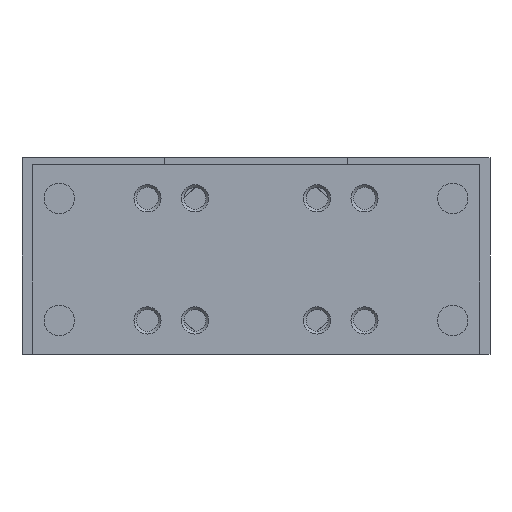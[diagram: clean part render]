
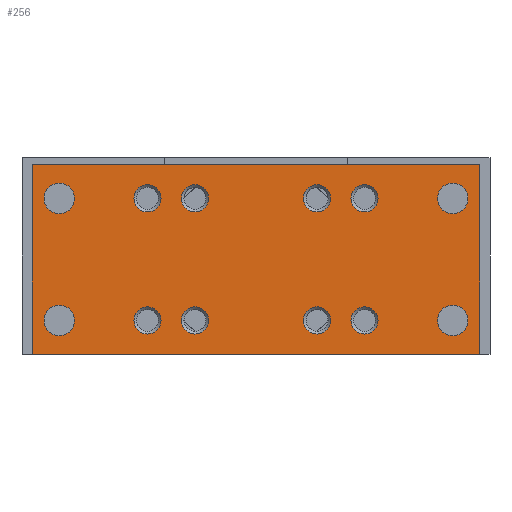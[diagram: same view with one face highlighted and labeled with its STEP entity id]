
A CAD part, left-side view. The second image highlights one B-rep face of the part: STEP entity #256.
In plain terms, the highlighted planar face has unit normal (-1, 0, 0).
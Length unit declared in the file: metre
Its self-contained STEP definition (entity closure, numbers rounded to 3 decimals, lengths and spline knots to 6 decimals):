
#256 = ADVANCED_FACE( '', ( #690, #691, #692, #693, #694, #695, #696, #697, #698, #699, #700, #701, #702 ), #703, .T. );
#690 = FACE_BOUND( '', #1206, .T. );
#691 = FACE_BOUND( '', #1207, .T. );
#692 = FACE_BOUND( '', #1208, .T. );
#693 = FACE_BOUND( '', #1209, .T. );
#694 = FACE_BOUND( '', #1210, .T. );
#695 = FACE_BOUND( '', #1211, .T. );
#696 = FACE_BOUND( '', #1212, .T. );
#697 = FACE_BOUND( '', #1213, .T. );
#698 = FACE_BOUND( '', #1214, .T. );
#699 = FACE_BOUND( '', #1215, .T. );
#700 = FACE_BOUND( '', #1216, .T. );
#701 = FACE_BOUND( '', #1217, .T. );
#702 = FACE_OUTER_BOUND( '', #1218, .T. );
#703 = PLANE( '', #1219 );
#1206 = EDGE_LOOP( '', ( #2146 ) );
#1207 = EDGE_LOOP( '', ( #2147 ) );
#1208 = EDGE_LOOP( '', ( #2148 ) );
#1209 = EDGE_LOOP( '', ( #2149 ) );
#1210 = EDGE_LOOP( '', ( #2150 ) );
#1211 = EDGE_LOOP( '', ( #2151 ) );
#1212 = EDGE_LOOP( '', ( #2152 ) );
#1213 = EDGE_LOOP( '', ( #2153 ) );
#1214 = EDGE_LOOP( '', ( #2154 ) );
#1215 = EDGE_LOOP( '', ( #2155 ) );
#1216 = EDGE_LOOP( '', ( #2156 ) );
#1217 = EDGE_LOOP( '', ( #2157 ) );
#1218 = EDGE_LOOP( '', ( #2158, #2159, #2160, #2161 ) );
#1219 = AXIS2_PLACEMENT_3D( '', #2162, #2163, #2164 );
#2146 = ORIENTED_EDGE( '', *, *, #2624, .F. );
#2147 = ORIENTED_EDGE( '', *, *, #2625, .F. );
#2148 = ORIENTED_EDGE( '', *, *, #2626, .F. );
#2149 = ORIENTED_EDGE( '', *, *, #2627, .F. );
#2150 = ORIENTED_EDGE( '', *, *, #2629, .T. );
#2151 = ORIENTED_EDGE( '', *, *, #2632, .F. );
#2152 = ORIENTED_EDGE( '', *, *, #2635, .F. );
#2153 = ORIENTED_EDGE( '', *, *, #2638, .T. );
#2154 = ORIENTED_EDGE( '', *, *, #2641, .T. );
#2155 = ORIENTED_EDGE( '', *, *, #2643, .F. );
#2156 = ORIENTED_EDGE( '', *, *, #2646, .F. );
#2157 = ORIENTED_EDGE( '', *, *, #2648, .T. );
#2158 = ORIENTED_EDGE( '', *, *, #2563, .T. );
#2159 = ORIENTED_EDGE( '', *, *, #2649, .T. );
#2160 = ORIENTED_EDGE( '', *, *, #2650, .T. );
#2161 = ORIENTED_EDGE( '', *, *, #2651, .T. );
#2162 = CARTESIAN_POINT( '', ( -0.047, 0.033, -0.028621 ) );
#2163 = DIRECTION( '', ( -1., 0., 0. ) );
#2164 = DIRECTION( '', ( 0., 0., -1. ) );
#2563 = EDGE_CURVE( '', #3017, #3015, #3018, .T. );
#2624 = EDGE_CURVE( '', #3118, #3118, #3119, .T. );
#2625 = EDGE_CURVE( '', #3120, #3120, #3121, .T. );
#2626 = EDGE_CURVE( '', #3122, #3122, #3123, .T. );
#2627 = EDGE_CURVE( '', #3124, #3124, #3125, .T. );
#2629 = EDGE_CURVE( '', #3128, #3128, #3129, .T. );
#2632 = EDGE_CURVE( '', #3134, #3134, #3135, .T. );
#2635 = EDGE_CURVE( '', #3140, #3140, #3141, .T. );
#2638 = EDGE_CURVE( '', #3146, #3146, #3147, .T. );
#2641 = EDGE_CURVE( '', #3152, #3152, #3153, .T. );
#2643 = EDGE_CURVE( '', #3156, #3156, #3157, .T. );
#2646 = EDGE_CURVE( '', #3162, #3162, #3163, .T. );
#2648 = EDGE_CURVE( '', #3166, #3166, #3167, .T. );
#2649 = EDGE_CURVE( '', #3015, #3168, #3169, .T. );
#2650 = EDGE_CURVE( '', #3168, #3170, #3171, .T. );
#2651 = EDGE_CURVE( '', #3170, #3017, #3172, .T. );
#3015 = VERTEX_POINT( '', #4215 );
#3017 = VERTEX_POINT( '', #4218 );
#3018 = LINE( '', #4219, #4220 );
#3118 = VERTEX_POINT( '', #4353 );
#3119 = CIRCLE( '', #4354, 0.00225 );
#3120 = VERTEX_POINT( '', #4355 );
#3121 = CIRCLE( '', #4356, 0.00225 );
#3122 = VERTEX_POINT( '', #4357 );
#3123 = CIRCLE( '', #4358, 0.00225 );
#3124 = VERTEX_POINT( '', #4359 );
#3125 = CIRCLE( '', #4360, 0.00225 );
#3128 = VERTEX_POINT( '', #4363 );
#3129 = CIRCLE( '', #4364, 0.002 );
#3134 = VERTEX_POINT( '', #4369 );
#3135 = CIRCLE( '', #4370, 0.002 );
#3140 = VERTEX_POINT( '', #4375 );
#3141 = CIRCLE( '', #4376, 0.002 );
#3146 = VERTEX_POINT( '', #4381 );
#3147 = CIRCLE( '', #4382, 0.002 );
#3152 = VERTEX_POINT( '', #4387 );
#3153 = CIRCLE( '', #4388, 0.002 );
#3156 = VERTEX_POINT( '', #4391 );
#3157 = CIRCLE( '', #4392, 0.002 );
#3162 = VERTEX_POINT( '', #4397 );
#3163 = CIRCLE( '', #4398, 0.002 );
#3166 = VERTEX_POINT( '', #4401 );
#3167 = CIRCLE( '', #4402, 0.002 );
#3168 = VERTEX_POINT( '', #4403 );
#3169 = LINE( '', #4404, #4405 );
#3170 = VERTEX_POINT( '', #4406 );
#3171 = LINE( '', #4407, #4408 );
#3172 = LINE( '', #4409, #4410 );
#4215 = CARTESIAN_POINT( '', ( -0.047, 0.033, -0.028621 ) );
#4218 = CARTESIAN_POINT( '', ( -0.047, 0.033, -0.000621 ) );
#4219 = CARTESIAN_POINT( '', ( -0.047, 0.033, -0.000621 ) );
#4220 = VECTOR( '', #4787, 1. );
#4353 = CARTESIAN_POINT( '', ( -0.047, 0.029, -0.003371 ) );
#4354 = AXIS2_PLACEMENT_3D( '', #4902, #4903, #4904 );
#4355 = CARTESIAN_POINT( '', ( -0.047, -0.029, -0.003371 ) );
#4356 = AXIS2_PLACEMENT_3D( '', #4905, #4906, #4907 );
#4357 = CARTESIAN_POINT( '', ( -0.047, 0.029, -0.021371 ) );
#4358 = AXIS2_PLACEMENT_3D( '', #4908, #4909, #4910 );
#4359 = CARTESIAN_POINT( '', ( -0.047, -0.029, -0.021371 ) );
#4360 = AXIS2_PLACEMENT_3D( '', #4911, #4912, #4913 );
#4363 = CARTESIAN_POINT( '', ( -0.047, 0.018, -0.005621 ) );
#4364 = AXIS2_PLACEMENT_3D( '', #4917, #4918, #4919 );
#4369 = CARTESIAN_POINT( '', ( -0.047, -0.018, -0.005621 ) );
#4370 = AXIS2_PLACEMENT_3D( '', #4926, #4927, #4928 );
#4375 = CARTESIAN_POINT( '', ( -0.047, 0.018, -0.023621 ) );
#4376 = AXIS2_PLACEMENT_3D( '', #4935, #4936, #4937 );
#4381 = CARTESIAN_POINT( '', ( -0.047, -0.018, -0.023621 ) );
#4382 = AXIS2_PLACEMENT_3D( '', #4944, #4945, #4946 );
#4387 = CARTESIAN_POINT( '', ( -0.047, 0.011, -0.005621 ) );
#4388 = AXIS2_PLACEMENT_3D( '', #4953, #4954, #4955 );
#4391 = CARTESIAN_POINT( '', ( -0.047, -0.011, -0.005621 ) );
#4392 = AXIS2_PLACEMENT_3D( '', #4959, #4960, #4961 );
#4397 = CARTESIAN_POINT( '', ( -0.047, 0.011, -0.023621 ) );
#4398 = AXIS2_PLACEMENT_3D( '', #4968, #4969, #4970 );
#4401 = CARTESIAN_POINT( '', ( -0.047, -0.011, -0.023621 ) );
#4402 = AXIS2_PLACEMENT_3D( '', #4974, #4975, #4976 );
#4403 = CARTESIAN_POINT( '', ( -0.047, -0.033, -0.028621 ) );
#4404 = CARTESIAN_POINT( '', ( -0.047, 0.033, -0.028621 ) );
#4405 = VECTOR( '', #4977, 1. );
#4406 = CARTESIAN_POINT( '', ( -0.047, -0.033, -0.000621 ) );
#4407 = CARTESIAN_POINT( '', ( -0.047, -0.033, -0.028621 ) );
#4408 = VECTOR( '', #4978, 1. );
#4409 = CARTESIAN_POINT( '', ( -0.047, -0.033, -0.000621 ) );
#4410 = VECTOR( '', #4979, 1. );
#4787 = DIRECTION( '', ( 0., 0., -1. ) );
#4902 = CARTESIAN_POINT( '', ( -0.047, 0.029, -0.005621 ) );
#4903 = DIRECTION( '', ( -1., 0., 0. ) );
#4904 = DIRECTION( '', ( 0., 0., 1. ) );
#4905 = CARTESIAN_POINT( '', ( -0.047, -0.029, -0.005621 ) );
#4906 = DIRECTION( '', ( -1., 0., 0. ) );
#4907 = DIRECTION( '', ( 0., 0., 1. ) );
#4908 = CARTESIAN_POINT( '', ( -0.047, 0.029, -0.023621 ) );
#4909 = DIRECTION( '', ( -1., 0., 0. ) );
#4910 = DIRECTION( '', ( 0., 0., 1. ) );
#4911 = CARTESIAN_POINT( '', ( -0.047, -0.029, -0.023621 ) );
#4912 = DIRECTION( '', ( -1., 0., 0. ) );
#4913 = DIRECTION( '', ( 0., 0., 1. ) );
#4917 = CARTESIAN_POINT( '', ( -0.047, 0.016, -0.005621 ) );
#4918 = DIRECTION( '', ( 1., 0., 0. ) );
#4919 = DIRECTION( '', ( 0., 1., 0. ) );
#4926 = CARTESIAN_POINT( '', ( -0.047, -0.016, -0.005621 ) );
#4927 = DIRECTION( '', ( -1., 0., 0. ) );
#4928 = DIRECTION( '', ( 0., -1., 0. ) );
#4935 = CARTESIAN_POINT( '', ( -0.047, 0.016, -0.023621 ) );
#4936 = DIRECTION( '', ( -1., 0., 0. ) );
#4937 = DIRECTION( '', ( 0., 1., 0. ) );
#4944 = CARTESIAN_POINT( '', ( -0.047, -0.016, -0.023621 ) );
#4945 = DIRECTION( '', ( 1., 0., 0. ) );
#4946 = DIRECTION( '', ( 0., -1., 0. ) );
#4953 = CARTESIAN_POINT( '', ( -0.047, 0.009, -0.005621 ) );
#4954 = DIRECTION( '', ( 1., 0., 0. ) );
#4955 = DIRECTION( '', ( 0., 1., 0. ) );
#4959 = CARTESIAN_POINT( '', ( -0.047, -0.009, -0.005621 ) );
#4960 = DIRECTION( '', ( -1., 0., 0. ) );
#4961 = DIRECTION( '', ( 0., -1., 0. ) );
#4968 = CARTESIAN_POINT( '', ( -0.047, 0.009, -0.023621 ) );
#4969 = DIRECTION( '', ( -1., 0., 0. ) );
#4970 = DIRECTION( '', ( 0., 1., 0. ) );
#4974 = CARTESIAN_POINT( '', ( -0.047, -0.009, -0.023621 ) );
#4975 = DIRECTION( '', ( 1., 0., 0. ) );
#4976 = DIRECTION( '', ( 0., -1., 0. ) );
#4977 = DIRECTION( '', ( 0., -1., 0. ) );
#4978 = DIRECTION( '', ( 0., 0., 1. ) );
#4979 = DIRECTION( '', ( 0., 1., 0. ) );
